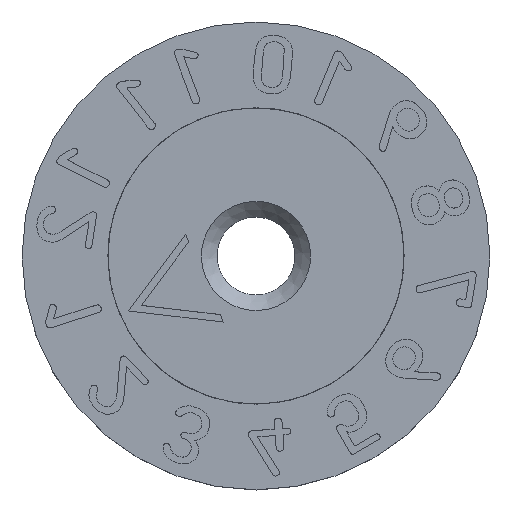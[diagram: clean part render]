
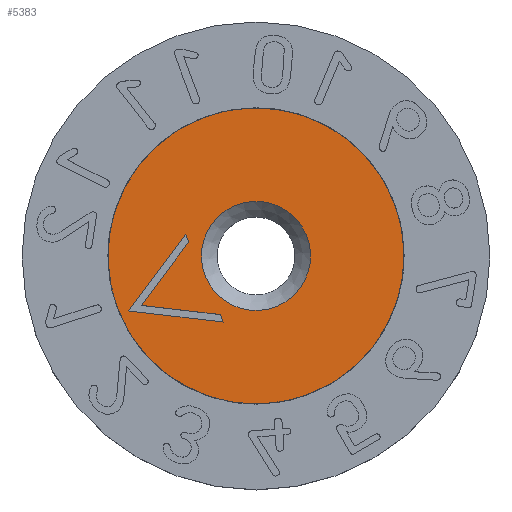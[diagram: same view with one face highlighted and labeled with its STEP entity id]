
A CAD part, top view. The second image highlights one B-rep face of the part: STEP entity #5383.
In plain terms, the highlighted planar face has unit normal (0, 0, 1).
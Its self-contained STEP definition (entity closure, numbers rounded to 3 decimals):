
#46=CIRCLE('',#5561,3.5);
#49=CIRCLE('',#5566,9.5);
#76=FACE_BOUND('',#1231,.T.);
#77=FACE_BOUND('',#1232,.T.);
#914=FACE_OUTER_BOUND('',#1230,.T.);
#1230=EDGE_LOOP('',(#4973));
#1231=EDGE_LOOP('',(#4974,#4975,#4976,#4977,#4978,#4979));
#1232=EDGE_LOOP('',(#4980));
#1633=LINE('',#10257,#2049);
#1637=LINE('',#10265,#2053);
#1640=LINE('',#10271,#2056);
#1643=LINE('',#10277,#2059);
#1646=LINE('',#10283,#2062);
#1649=LINE('',#10288,#2065);
#2049=VECTOR('',#6192,10.);
#2053=VECTOR('',#6198,10.);
#2056=VECTOR('',#6203,10.);
#2059=VECTOR('',#6208,10.);
#2062=VECTOR('',#6213,10.);
#2065=VECTOR('',#6218,10.);
#2583=VERTEX_POINT('',#10255);
#2584=VERTEX_POINT('',#10256);
#2587=VERTEX_POINT('',#10264);
#2589=VERTEX_POINT('',#10270);
#2591=VERTEX_POINT('',#10276);
#2593=VERTEX_POINT('',#10282);
#2595=VERTEX_POINT('',#10292);
#2598=VERTEX_POINT('',#10302);
#3370=EDGE_CURVE('',#2583,#2584,#1633,.T.);
#3374=EDGE_CURVE('',#2587,#2583,#1637,.T.);
#3377=EDGE_CURVE('',#2589,#2587,#1640,.T.);
#3380=EDGE_CURVE('',#2591,#2589,#1643,.T.);
#3383=EDGE_CURVE('',#2593,#2591,#1646,.T.);
#3386=EDGE_CURVE('',#2584,#2593,#1649,.T.);
#3388=EDGE_CURVE('',#2595,#2595,#46,.T.);
#3393=EDGE_CURVE('',#2598,#2598,#49,.T.);
#4973=ORIENTED_EDGE('',*,*,#3393,.T.);
#4974=ORIENTED_EDGE('',*,*,#3370,.T.);
#4975=ORIENTED_EDGE('',*,*,#3386,.T.);
#4976=ORIENTED_EDGE('',*,*,#3383,.T.);
#4977=ORIENTED_EDGE('',*,*,#3380,.T.);
#4978=ORIENTED_EDGE('',*,*,#3377,.T.);
#4979=ORIENTED_EDGE('',*,*,#3374,.T.);
#4980=ORIENTED_EDGE('',*,*,#3388,.F.);
#5092=PLANE('',#5565);
#5383=ADVANCED_FACE('',(#914,#76,#77),#5092,.T.);
#5561=AXIS2_PLACEMENT_3D('',#10293,#6224,#6225);
#5565=AXIS2_PLACEMENT_3D('',#10301,#6234,#6235);
#5566=AXIS2_PLACEMENT_3D('',#10303,#6236,#6237);
#6192=DIRECTION('',(-0.866,-0.499,0.));
#6198=DIRECTION('',(-0.001,-1.,0.));
#6203=DIRECTION('',(0.866,0.499,0.));
#6208=DIRECTION('',(-0.866,0.501,0.));
#6213=DIRECTION('',(-0.001,-1.,0.));
#6218=DIRECTION('',(0.866,-0.501,0.));
#6224=DIRECTION('center_axis',(0.,0.,1.));
#6225=DIRECTION('ref_axis',(-1.,0.,0.));
#6234=DIRECTION('center_axis',(0.,0.,1.));
#6235=DIRECTION('ref_axis',(1.,0.,0.));
#6236=DIRECTION('center_axis',(0.,0.,1.));
#6237=DIRECTION('ref_axis',(1.,0.,0.));
#10255=CARTESIAN_POINT('',(-3.6,2.538,4.8));
#10256=CARTESIAN_POINT('',(-7.999,0.002,4.8));
#10257=CARTESIAN_POINT('',(-2.798,3.,4.8));
#10264=CARTESIAN_POINT('',(-3.6,3.057,4.8));
#10265=CARTESIAN_POINT('',(-3.601,1.53,4.8));
#10270=CARTESIAN_POINT('',(-8.899,0.002,4.8));
#10271=CARTESIAN_POINT('',(-5.56,1.927,4.8));
#10276=CARTESIAN_POINT('',(-3.604,-3.059,4.8));
#10277=CARTESIAN_POINT('',(-2.916,-3.457,4.8));
#10282=CARTESIAN_POINT('',(-3.603,-2.539,4.8));
#10283=CARTESIAN_POINT('',(-3.602,-1.269,4.8));
#10288=CARTESIAN_POINT('',(-5.001,-1.731,4.8));
#10292=CARTESIAN_POINT('',(3.5,0.,4.8));
#10293=CARTESIAN_POINT('Origin',(0.,0.,4.8));
#10301=CARTESIAN_POINT('Origin',(0.,0.,4.8));
#10302=CARTESIAN_POINT('',(-9.5,0.,4.8));
#10303=CARTESIAN_POINT('Origin',(0.,0.,4.8));
